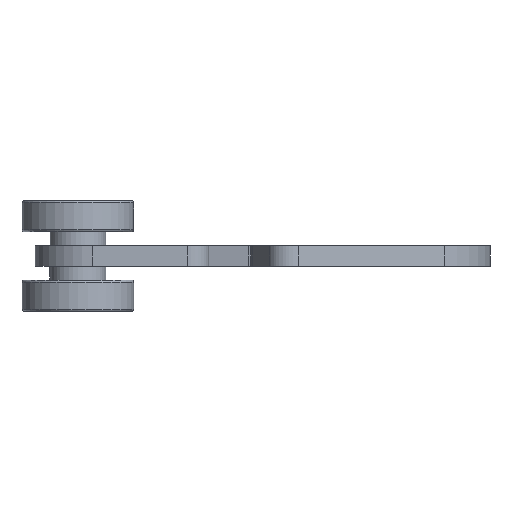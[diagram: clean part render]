
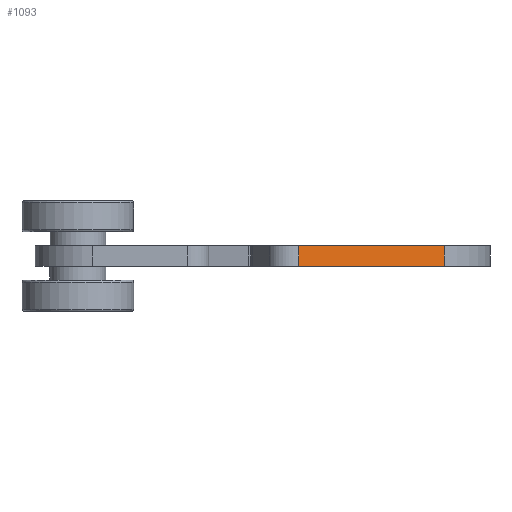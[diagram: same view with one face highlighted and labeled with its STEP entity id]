
A CAD part, left-side view. The second image highlights one B-rep face of the part: STEP entity #1093.
In plain terms, the highlighted planar face has unit normal (-0.863, -0.506, 0).
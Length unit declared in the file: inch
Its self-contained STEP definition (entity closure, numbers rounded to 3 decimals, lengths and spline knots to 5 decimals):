
#115=PLANE('',#1202);
#186=FACE_OUTER_BOUND('',#261,.T.);
#261=EDGE_LOOP('',(#901,#902,#903,#904));
#354=LINE('',#1685,#414);
#370=LINE('',#1756,#430);
#398=LINE('',#1832,#458);
#399=LINE('',#1834,#459);
#414=VECTOR('',#1318,1.48308);
#430=VECTOR('',#1380,0.179);
#458=VECTOR('',#1464,0.179);
#459=VECTOR('',#1467,1.48308);
#548=VERTEX_POINT('',#1682);
#549=VERTEX_POINT('',#1684);
#581=VERTEX_POINT('',#1754);
#601=VERTEX_POINT('',#1830);
#652=EDGE_CURVE('',#548,#549,#354,.T.);
#688=EDGE_CURVE('',#581,#548,#370,.T.);
#726=EDGE_CURVE('',#549,#601,#398,.T.);
#727=EDGE_CURVE('',#581,#601,#399,.T.);
#901=ORIENTED_EDGE('',*,*,#688,.F.);
#902=ORIENTED_EDGE('',*,*,#727,.T.);
#903=ORIENTED_EDGE('',*,*,#726,.F.);
#904=ORIENTED_EDGE('',*,*,#652,.F.);
#1093=ADVANCED_FACE('',(#186),#115,.T.);
#1202=AXIS2_PLACEMENT_3D('',#1833,#1465,#1466);
#1318=DIRECTION('',(-0.506,0.863,0.));
#1380=DIRECTION('',(0.,0.,-1.));
#1464=DIRECTION('',(0.,0.,1.));
#1465=DIRECTION('center_axis',(-0.863,-0.506,0.));
#1466=DIRECTION('ref_axis',(0.,0.,1.));
#1467=DIRECTION('',(-0.506,0.863,0.));
#1682=CARTESIAN_POINT('',(-1.40232,-1.59889,0.));
#1684=CARTESIAN_POINT('',(-2.15279,-0.31969,0.));
#1685=CARTESIAN_POINT('',(-1.167,-2.,0.));
#1754=CARTESIAN_POINT('',(-1.40232,-1.59889,0.179));
#1756=CARTESIAN_POINT('',(-1.40232,-1.59889,0.));
#1830=CARTESIAN_POINT('',(-2.15279,-0.31969,0.179));
#1832=CARTESIAN_POINT('',(-2.15279,-0.31969,0.));
#1833=CARTESIAN_POINT('Origin',(-1.167,-2.,0.));
#1834=CARTESIAN_POINT('',(-1.167,-2.,0.179));
